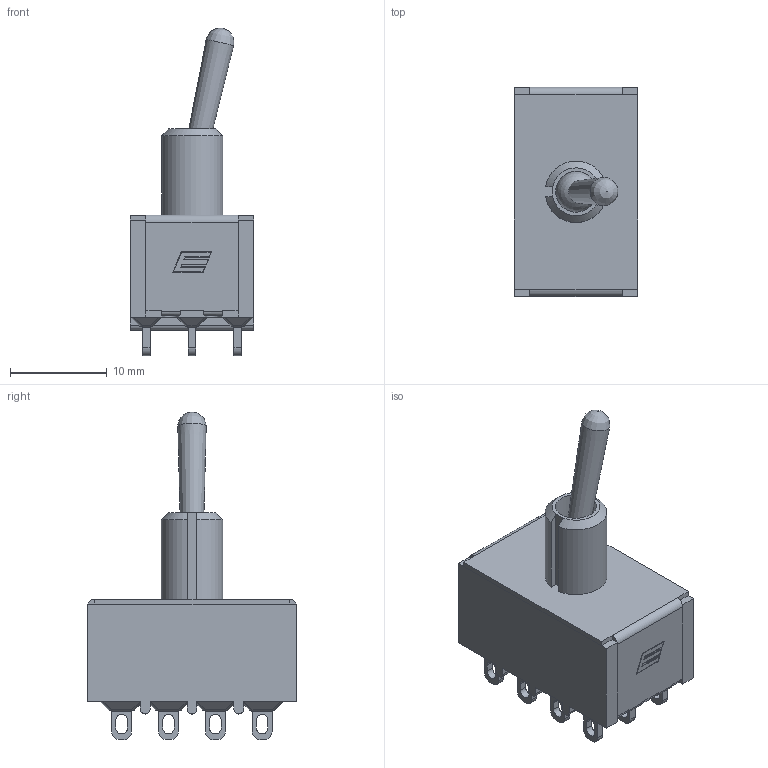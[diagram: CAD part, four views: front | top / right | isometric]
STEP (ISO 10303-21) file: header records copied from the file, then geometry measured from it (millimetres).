
FILE_DESCRIPTION((''),'2;1');
FILE_NAME('1004PxT1B1M1xE.stp','2018-03-16T14:31:44',('mroman'),(''),'Autodesk Inventor 2012','Autodesk Inventor 2012','');
FILE_SCHEMA(('CONFIG_CONTROL_DESIGN'));
Length unit declared in the file: inch
Products named in the file (1): 1004PxT1B1M1xE
Bounding box: 12.7 x 21.59 x 33.76 mm (x, y, z)
Volume: 3306.9 mm3; surface area: 2091.1 mm2
Topology: 1 solids, 1 shells, 484 faces, 1221 edges, 755 vertices
Faces by surface type: plane 269, cylinder 161, sphere 50, cone 3, bspline 1
Full cylindrical faces by diameter (mm): 1.65 x1, 4.2 x2
Entity records: 14902 total; most frequent: CARTESIAN_POINT 2540, DIRECTION 2518, ORIENTED_EDGE 2418, EDGE_CURVE 1209, VECTOR 856, LINE 856, AXIS2_PLACEMENT_3D 831, VERTEX_POINT 751
